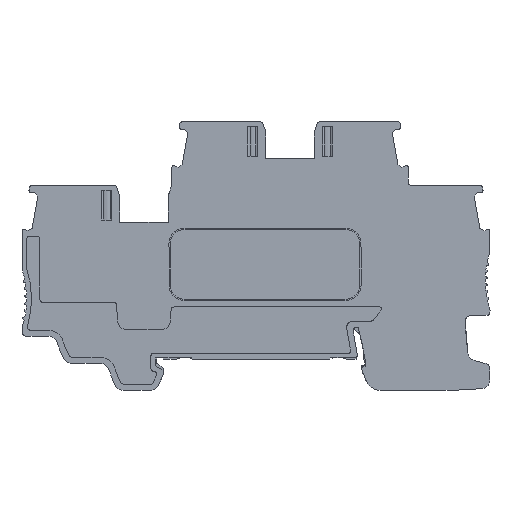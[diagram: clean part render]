
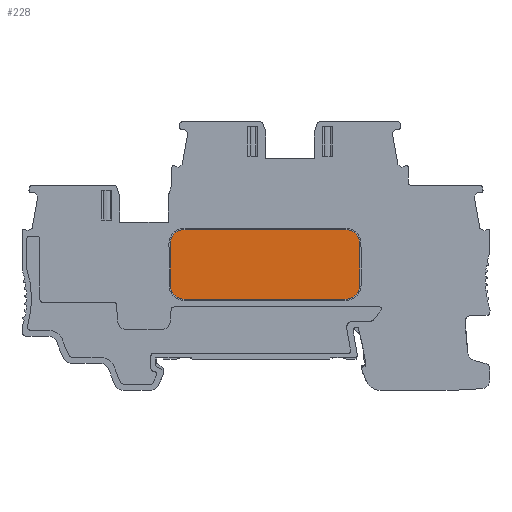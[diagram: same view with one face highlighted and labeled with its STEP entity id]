
A CAD part, left-side view. The second image highlights one B-rep face of the part: STEP entity #228.
In plain terms, the highlighted planar face has unit normal (-1, 0, 0).
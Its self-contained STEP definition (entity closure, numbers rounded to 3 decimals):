
#228=ADVANCED_FACE('',(#19294),#19296,.F.);
#19294=FACE_BOUND('',#19295,.T.);
#19295=EDGE_LOOP('',(#34318,#34319,#34320,#34321,#34322,#34323,#34324,#34325));
#19296=PLANE('',#19297);
#19297=AXIS2_PLACEMENT_3D('',#19298,#19299,#19300);
#19298=CARTESIAN_POINT('',(-2.954,-1.146,22.55));
#19299=DIRECTION('',(1.,0.,0.));
#19300=DIRECTION('',(0.,-1.,0.));
#34318=ORIENTED_EDGE('',*,*,#46623,.F.);
#34319=ORIENTED_EDGE('',*,*,#46624,.F.);
#34320=ORIENTED_EDGE('',*,*,#46625,.F.);
#34321=ORIENTED_EDGE('',*,*,#46626,.F.);
#34322=ORIENTED_EDGE('',*,*,#46627,.F.);
#34323=ORIENTED_EDGE('',*,*,#46628,.F.);
#34324=ORIENTED_EDGE('',*,*,#46629,.F.);
#34325=ORIENTED_EDGE('',*,*,#46630,.F.);
#46623=EDGE_CURVE('',#52977,#52978,#52979,.T.);
#46624=EDGE_CURVE('',#52980,#52977,#52981,.T.);
#46625=EDGE_CURVE('',#52982,#52980,#52983,.T.);
#46626=EDGE_CURVE('',#52984,#52982,#52985,.T.);
#46627=EDGE_CURVE('',#52986,#52984,#52987,.T.);
#46628=EDGE_CURVE('',#52988,#52986,#52989,.T.);
#46629=EDGE_CURVE('',#52990,#52988,#52991,.T.);
#46630=EDGE_CURVE('',#52978,#52990,#52992,.T.);
#52977=VERTEX_POINT('',#63718);
#52978=VERTEX_POINT('',#63719);
#52979=CIRCLE('',#63720,2.3);
#52980=VERTEX_POINT('',#63724);
#52981=LINE('',#63725,#63726);
#52982=VERTEX_POINT('',#63728);
#52983=CIRCLE('',#63729,2.3);
#52984=VERTEX_POINT('',#63733);
#52985=LINE('',#63734,#63735);
#52986=VERTEX_POINT('',#63737);
#52987=CIRCLE('',#63738,2.3);
#52988=VERTEX_POINT('',#63742);
#52989=LINE('',#63743,#63744);
#52990=VERTEX_POINT('',#63746);
#52991=CIRCLE('',#63747,2.3);
#52992=LINE('',#63751,#63752);
#63718=CARTESIAN_POINT('',(-2.954,-15.825,44.));
#63719=CARTESIAN_POINT('',(-2.954,-18.125,41.7));
#63720=AXIS2_PLACEMENT_3D('',#63721,#63722,#63723);
#63721=CARTESIAN_POINT('',(-2.954,-15.825,41.7));
#63722=DIRECTION('',(1.,0.,0.));
#63723=DIRECTION('',(0.,0.,1.));
#63724=CARTESIAN_POINT('',(-2.954,11.175,44.));
#63725=CARTESIAN_POINT('',(-2.954,11.175,44.));
#63726=VECTOR('',#63727,1.);
#63727=DIRECTION('',(0.,-1.,0.));
#63728=CARTESIAN_POINT('',(-2.954,13.475,41.7));
#63729=AXIS2_PLACEMENT_3D('',#63730,#63731,#63732);
#63730=CARTESIAN_POINT('',(-2.954,11.175,41.7));
#63731=DIRECTION('',(1.,0.,0.));
#63732=DIRECTION('',(0.,1.,0.));
#63733=CARTESIAN_POINT('',(-2.954,13.475,34.7));
#63734=CARTESIAN_POINT('',(-2.954,13.475,34.7));
#63735=VECTOR('',#63736,1.);
#63736=DIRECTION('',(0.,0.,1.));
#63737=CARTESIAN_POINT('',(-2.954,11.175,32.4));
#63738=AXIS2_PLACEMENT_3D('',#63739,#63740,#63741);
#63739=CARTESIAN_POINT('',(-2.954,11.175,34.7));
#63740=DIRECTION('',(1.,0.,0.));
#63741=DIRECTION('',(0.,0.,-1.));
#63742=CARTESIAN_POINT('',(-2.954,-15.825,32.4));
#63743=CARTESIAN_POINT('',(-2.954,-15.825,32.4));
#63744=VECTOR('',#63745,1.);
#63745=DIRECTION('',(0.,1.,0.));
#63746=CARTESIAN_POINT('',(-2.954,-18.125,34.7));
#63747=AXIS2_PLACEMENT_3D('',#63748,#63749,#63750);
#63748=CARTESIAN_POINT('',(-2.954,-15.825,34.7));
#63749=DIRECTION('',(1.,0.,0.));
#63750=DIRECTION('',(0.,-1.,0.));
#63751=CARTESIAN_POINT('',(-2.954,-18.125,41.7));
#63752=VECTOR('',#63753,1.);
#63753=DIRECTION('',(0.,0.,-1.));
